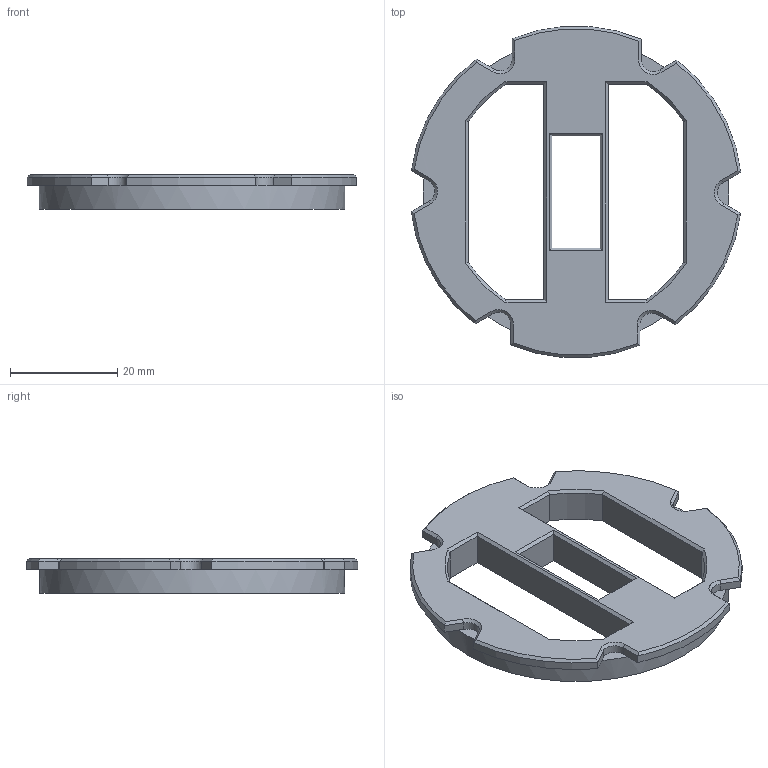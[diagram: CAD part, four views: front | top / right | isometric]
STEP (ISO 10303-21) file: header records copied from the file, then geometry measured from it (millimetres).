
FILE_DESCRIPTION(('HOOPS Exchange Step'),'2;1');
FILE_NAME('temp_export','2023-06-13T19:31:58-04:00',('gmoua'),('Shapr3D Limited'),'HOOPS Exchange 2022.2','Shapr3D','Authorized');
FILE_SCHEMA( ('AUTOMOTIVE_DESIGN { 1 0 10303 214 1 1 1 1 }') );
Length unit declared in the file: millimetre
Products named in the file (1): Lens MidSection
Bounding box: 61.56 x 61.83 x 6.5 mm (x, y, z)
Volume: 9092.8 mm3; surface area: 6270.5 mm2
Topology: 1 solids, 1 shells, 117 faces, 267 edges, 158 vertices
Faces by surface type: plane 72, cylinder 17, cone 16, bspline 12
Full cylindrical faces by diameter (mm): 1.3 x6, 57 x1
Entity records: 3764 total; most frequent: CARTESIAN_POINT 1160, ORIENTED_EDGE 534, DIRECTION 492, EDGE_CURVE 267, AXIS2_PLACEMENT_3D 168, VERTEX_POINT 158, VECTOR 156, LINE 156
